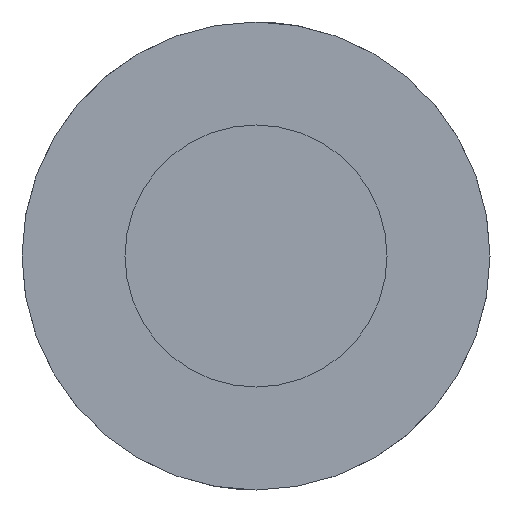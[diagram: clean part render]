
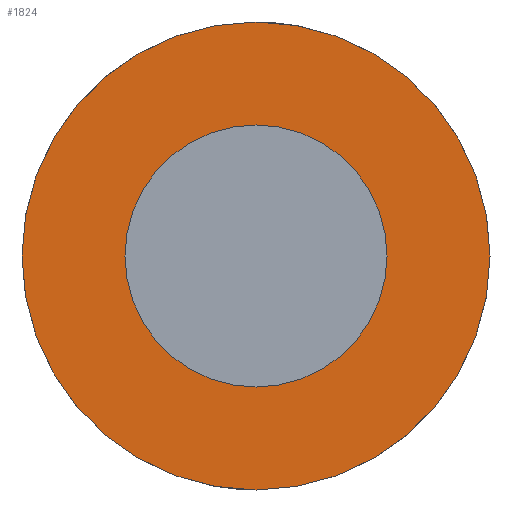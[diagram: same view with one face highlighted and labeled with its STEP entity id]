
A CAD part, left-side view. The second image highlights one B-rep face of the part: STEP entity #1824.
In plain terms, the highlighted face is planar.
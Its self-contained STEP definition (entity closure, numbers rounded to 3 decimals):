
#1041=CARTESIAN_POINT('',(0.,0.,0.));
#1042=DIRECTION('',(0.,0.,-1.));
#1043=DIRECTION('',(-1.,0.,0.));
#1044=AXIS2_PLACEMENT_3D('',#1041,#1042,#1043);
#1049=CARTESIAN_POINT('',(0.,0.,0.));
#1050=DIRECTION('',(0.,0.,1.));
#1051=DIRECTION('',(-1.,0.,0.));
#1052=AXIS2_PLACEMENT_3D('',#1049,#1050,#1051);
#1071=CARTESIAN_POINT('',(0.,0.,0.));
#1072=DIRECTION('',(0.,0.,1.));
#1073=DIRECTION('',(-1.,0.,0.));
#1074=AXIS2_PLACEMENT_3D('',#1071,#1072,#1073);
#1079=CARTESIAN_POINT('',(0.,0.,0.));
#1080=DIRECTION('',(0.,0.,-1.));
#1081=DIRECTION('',(-1.,0.,0.));
#1082=AXIS2_PLACEMENT_3D('',#1079,#1080,#1081);
#1174=CARTESIAN_POINT('',(-25.,0.,0.));
#1176=VERTEX_POINT('',#1174);
#1177=CARTESIAN_POINT('',(-14.,0.,0.));
#1179=VERTEX_POINT('',#1177);
#1182=CARTESIAN_POINT('',(25.,0.,0.));
#1184=VERTEX_POINT('',#1182);
#1185=CARTESIAN_POINT('',(14.,0.,0.));
#1187=VERTEX_POINT('',#1185);
#1809=CARTESIAN_POINT('',(0.,0.,0.));
#1810=DIRECTION('',(0.,0.,-1.));
#1811=DIRECTION('',(1.,0.,0.));
#1812=AXIS2_PLACEMENT_3D('',#1809,#1810,#1811);
#1813=PLANE('',#1812);
#1814=ORIENTED_EDGE('',*,*,#1802,.T.);
#1815=ORIENTED_EDGE('',*,*,#1787,.F.);
#1816=EDGE_LOOP('',(#1814,#1815));
#1817=FACE_OUTER_BOUND('',#1816,.F.);
#1819=ORIENTED_EDGE('',*,*,#1818,.T.);
#1821=ORIENTED_EDGE('',*,*,#1820,.F.);
#1822=EDGE_LOOP('',(#1819,#1821));
#1823=FACE_BOUND('',#1822,.F.);
#1045=CIRCLE('',#1044,25.);
#1053=CIRCLE('',#1052,25.);
#1075=CIRCLE('',#1074,14.);
#1083=CIRCLE('',#1082,14.);
#1787=EDGE_CURVE('',#1176,#1184,#1053,.T.);
#1802=EDGE_CURVE('',#1176,#1184,#1045,.T.);
#1818=EDGE_CURVE('',#1179,#1187,#1075,.T.);
#1820=EDGE_CURVE('',#1179,#1187,#1083,.T.);
#1824=ADVANCED_FACE('',(#1817,#1823),#1813,.F.);
